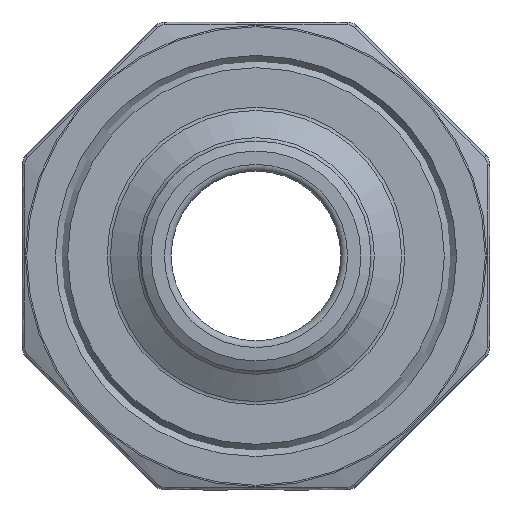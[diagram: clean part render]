
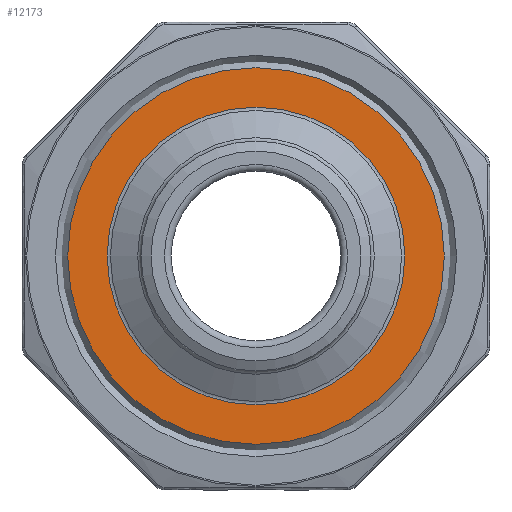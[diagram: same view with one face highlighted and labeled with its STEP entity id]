
A CAD part, left-side view. The second image highlights one B-rep face of the part: STEP entity #12173.
In plain terms, the highlighted planar face has unit normal (-1, 0, 0).
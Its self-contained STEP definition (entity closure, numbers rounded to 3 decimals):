
#193 = VERTEX_POINT ( 'NONE', #4927 ) ;
#414 = DIRECTION ( 'NONE',  ( 0., -1., 0. ) ) ;
#956 = CIRCLE ( 'NONE', #7884, 14.08 ) ;
#2000 = ORIENTED_EDGE ( 'NONE', *, *, #7118, .T. ) ;
#4437 = DIRECTION ( 'NONE',  ( 0., -1., 0. ) ) ;
#4560 = DIRECTION ( 'NONE',  ( 0., 1., 0. ) ) ;
#4927 = CARTESIAN_POINT ( 'NONE',  ( -9., -11.134, 0. ) ) ;
#5411 = FACE_BOUND ( 'NONE', #7211, .T. ) ;
#6306 = VERTEX_POINT ( 'NONE', #9159 ) ;
#6474 = AXIS2_PLACEMENT_3D ( 'NONE', #13166, #7189, #4437 ) ;
#6523 = CARTESIAN_POINT ( 'NONE',  ( -9., 0., 0. ) ) ;
#6937 = EDGE_CURVE ( 'NONE', #6306, #6306, #956, .T. ) ;
#7118 = EDGE_CURVE ( 'NONE', #193, #193, #19167, .T. ) ;
#7189 = DIRECTION ( 'NONE',  ( -1., 0., 0. ) ) ;
#7211 = EDGE_LOOP ( 'NONE', ( #2000 ) ) ;
#7288 = ORIENTED_EDGE ( 'NONE', *, *, #6937, .F. ) ;
#7884 = AXIS2_PLACEMENT_3D ( 'NONE', #16162, #8509, #4560 ) ;
#8509 = DIRECTION ( 'NONE',  ( 1., 0., 0. ) ) ;
#9159 = CARTESIAN_POINT ( 'NONE',  ( -9., 14.08, 0. ) ) ;
#9361 = DIRECTION ( 'NONE',  ( 1., 0., 0. ) ) ;
#11411 = PLANE ( 'NONE',  #6474 ) ;
#12173 = ADVANCED_FACE ( 'NONE', ( #5411, #13060 ), #11411, .T. ) ;
#13060 = FACE_OUTER_BOUND ( 'NONE', #19141, .T. ) ;
#13166 = CARTESIAN_POINT ( 'NONE',  ( -9., 14.08, 0. ) ) ;
#13188 = AXIS2_PLACEMENT_3D ( 'NONE', #6523, #9361, #414 ) ;
#16162 = CARTESIAN_POINT ( 'NONE',  ( -9., 0., 0. ) ) ;
#19141 = EDGE_LOOP ( 'NONE', ( #7288 ) ) ;
#19167 = CIRCLE ( 'NONE', #13188, 11.134 ) ;
